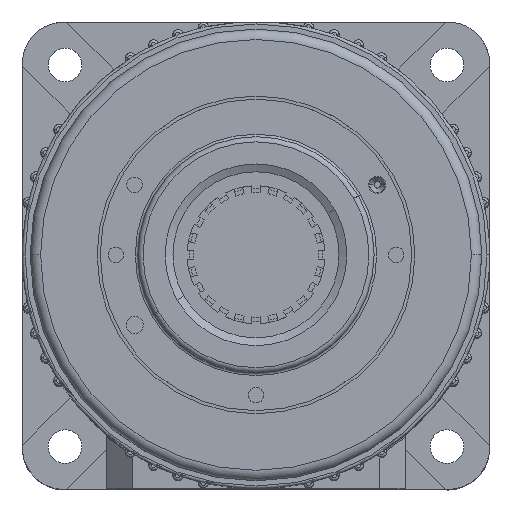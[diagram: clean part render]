
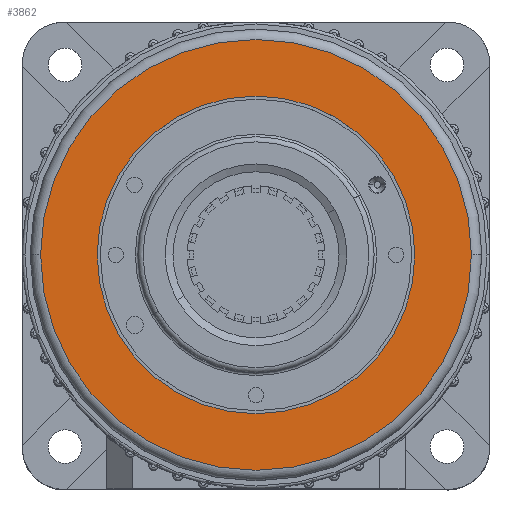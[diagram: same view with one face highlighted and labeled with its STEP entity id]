
A CAD part, top view. The second image highlights one B-rep face of the part: STEP entity #3862.
In plain terms, the highlighted planar face has unit normal (0, 0, 1).
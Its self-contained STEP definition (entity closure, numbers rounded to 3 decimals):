
#15 = AXIS2_PLACEMENT_3D ( 'NONE', #14021, #5816, #15385 ) ;
#1378 = VERTEX_POINT ( 'NONE', #2603 ) ;
#1897 = CIRCLE ( 'NONE', #5741, 30.6 ) ;
#2018 = EDGE_CURVE ( 'NONE', #1378, #13982, #5165, .T. ) ;
#2603 = CARTESIAN_POINT ( 'NONE',  ( -41.5, 0., 97. ) ) ;
#3239 = CARTESIAN_POINT ( 'NONE',  ( 0., 0., 97. ) ) ;
#3862 = ADVANCED_FACE ( 'NONE', ( #13015, #12582 ), #8093, .T. ) ;
#4205 = DIRECTION ( 'NONE',  ( 0., 0., 1. ) ) ;
#4608 = DIRECTION ( 'NONE',  ( 1., 0., 0. ) ) ;
#5165 = CIRCLE ( 'NONE', #8322, 41.5 ) ;
#5260 = CARTESIAN_POINT ( 'NONE',  ( 30.6, 0., 97. ) ) ;
#5741 = AXIS2_PLACEMENT_3D ( 'NONE', #3239, #12787, #4608 ) ;
#5816 = DIRECTION ( 'NONE',  ( 0., 0., 1. ) ) ;
#6064 = CARTESIAN_POINT ( 'NONE',  ( 0., 0., 97. ) ) ;
#6681 = AXIS2_PLACEMENT_3D ( 'NONE', #6064, #15639, #7427 ) ;
#7427 = DIRECTION ( 'NONE',  ( 1., 0., 0. ) ) ;
#7650 = CIRCLE ( 'NONE', #15, 30.6 ) ;
#8093 = PLANE ( 'NONE',  #11108 ) ;
#8147 = DIRECTION ( 'NONE',  ( 0., 0., 1. ) ) ;
#8219 = EDGE_CURVE ( 'NONE', #17411, #9055, #7650, .T. ) ;
#8322 = AXIS2_PLACEMENT_3D ( 'NONE', #12385, #4205, #13770 ) ;
#8737 = EDGE_CURVE ( 'NONE', #9055, #17411, #1897, .T. ) ;
#9055 = VERTEX_POINT ( 'NONE', #5260 ) ;
#11108 = AXIS2_PLACEMENT_3D ( 'NONE', #13598, #8147, #17729 ) ;
#11358 = ORIENTED_EDGE ( 'NONE', *, *, #8737, .F. ) ;
#12139 = CARTESIAN_POINT ( 'NONE',  ( -30.6, 0., 97. ) ) ;
#12385 = CARTESIAN_POINT ( 'NONE',  ( 0., 0., 97. ) ) ;
#12582 = FACE_BOUND ( 'NONE', #16867, .T. ) ;
#12787 = DIRECTION ( 'NONE',  ( 0., 0., 1. ) ) ;
#13015 = FACE_OUTER_BOUND ( 'NONE', #14862, .T. ) ;
#13538 = ORIENTED_EDGE ( 'NONE', *, *, #2018, .T. ) ;
#13598 = CARTESIAN_POINT ( 'NONE',  ( 0., 0., 97. ) ) ;
#13716 = EDGE_CURVE ( 'NONE', #13982, #1378, #15187, .T. ) ;
#13769 = CARTESIAN_POINT ( 'NONE',  ( 41.5, 0., 97. ) ) ;
#13770 = DIRECTION ( 'NONE',  ( 1., 0., 0. ) ) ;
#13830 = ORIENTED_EDGE ( 'NONE', *, *, #13716, .T. ) ;
#13982 = VERTEX_POINT ( 'NONE', #13769 ) ;
#14021 = CARTESIAN_POINT ( 'NONE',  ( 0., 0., 97. ) ) ;
#14862 = EDGE_LOOP ( 'NONE', ( #13830, #13538 ) ) ;
#15187 = CIRCLE ( 'NONE', #6681, 41.5 ) ;
#15385 = DIRECTION ( 'NONE',  ( 1., 0., 0. ) ) ;
#15470 = ORIENTED_EDGE ( 'NONE', *, *, #8219, .F. ) ;
#15639 = DIRECTION ( 'NONE',  ( 0., 0., 1. ) ) ;
#16867 = EDGE_LOOP ( 'NONE', ( #11358, #15470 ) ) ;
#17411 = VERTEX_POINT ( 'NONE', #12139 ) ;
#17729 = DIRECTION ( 'NONE',  ( 1., 0., 0. ) ) ;
